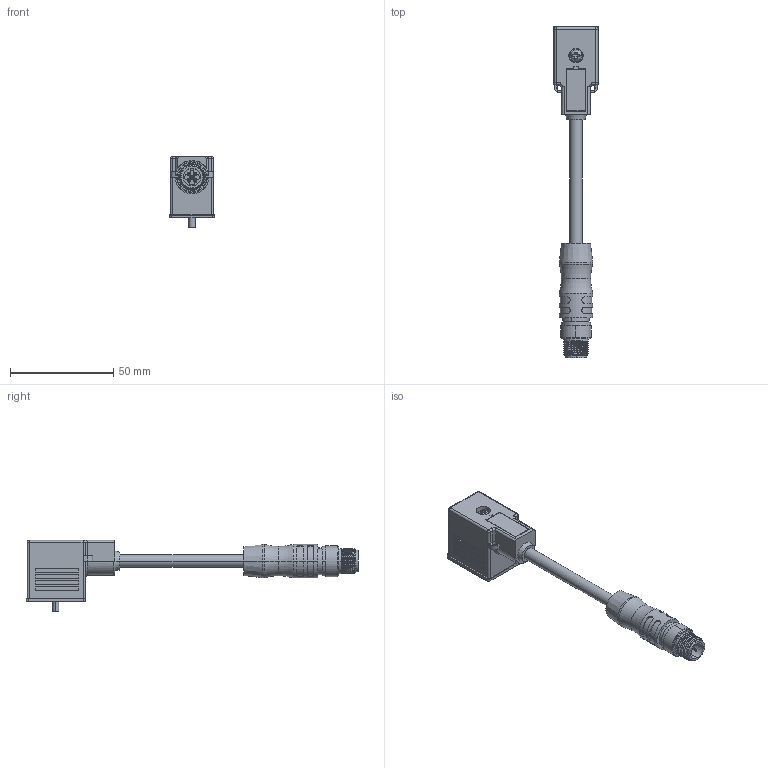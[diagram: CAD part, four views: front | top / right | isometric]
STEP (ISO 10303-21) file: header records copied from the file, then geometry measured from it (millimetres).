
FILE_DESCRIPTION (( 'STEP AP203' ), '1' );
FILE_NAME ('VBI21-024-M12-2M.STEP', '2025-04-10T02:58:58', ( '' ), ( '' ), 'SwSTEP 2.0', 'SolidWorks 2018', '' );
FILE_SCHEMA (( 'CONFIG_CONTROL_DESIGN' ));
Length unit declared in the file: millimetre
Products named in the file (1): VBI21-024-M12-2M
Bounding box: 21.8 x 160.7 x 34.4 mm (x, y, z)
Volume: 29371.7 mm3; surface area: 15989 mm2
Topology: 6 solids, 19 shells, 804 faces, 2059 edges, 1304 vertices
Faces by surface type: plane 447, cylinder 285, cone 27, sphere 26, bspline 12, torus 7
Entity records: 27903 total; most frequent: CARTESIAN_POINT 8319, ORIENTED_EDGE 4056, DIRECTION 4053, EDGE_CURVE 2028, AXIS2_PLACEMENT_3D 1390, VERTEX_POINT 1299, VECTOR 1273, LINE 1273
